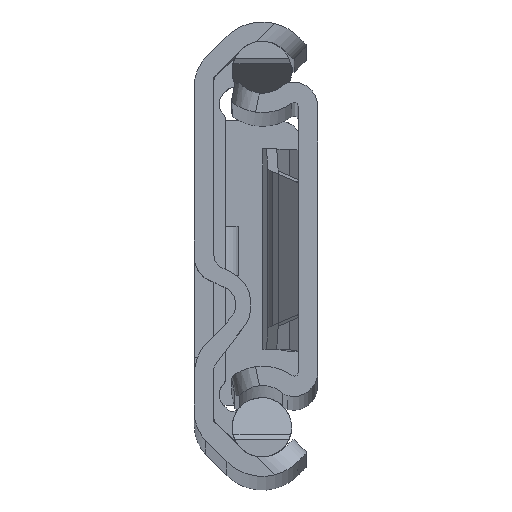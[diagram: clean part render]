
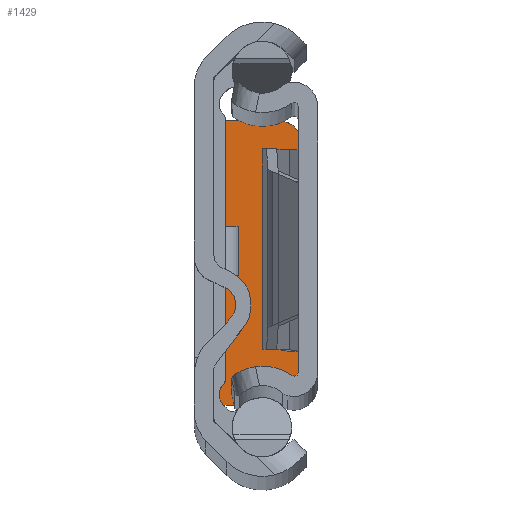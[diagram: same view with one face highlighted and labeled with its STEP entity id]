
A CAD part, top view. The second image highlights one B-rep face of the part: STEP entity #1429.
In plain terms, the highlighted planar face has unit normal (0, 0, 1).
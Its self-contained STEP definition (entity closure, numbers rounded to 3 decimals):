
#24 = DIRECTION ( 'NONE',  ( -1., 0., 0. ) ) ;
#172 = CARTESIAN_POINT ( 'NONE',  ( 0., -11., -608.1 ) ) ;
#358 = VERTEX_POINT ( 'NONE', #11232 ) ;
#419 = CARTESIAN_POINT ( 'NONE',  ( 4.9, -9., -608.1 ) ) ;
#1182 = LINE ( 'NONE', #5347, #4344 ) ;
#1321 = CARTESIAN_POINT ( 'NONE',  ( 6.9, -9., -608.1 ) ) ;
#1363 = EDGE_CURVE ( 'NONE', #3255, #10428, #2230, .T. ) ;
#1429 = ADVANCED_FACE ( 'NONE', ( #4481 ), #5574, .F. ) ;
#2230 = LINE ( 'NONE', #172, #6051 ) ;
#2448 = LINE ( 'NONE', #12776, #5662 ) ;
#2482 = CARTESIAN_POINT ( 'NONE',  ( 4.9, 11., -608.1 ) ) ;
#3255 = VERTEX_POINT ( 'NONE', #9656 ) ;
#3697 = CIRCLE ( 'NONE', #6097, 2. ) ;
#3865 = AXIS2_PLACEMENT_3D ( 'NONE', #11052, #7840, #6879 ) ;
#4127 = AXIS2_PLACEMENT_3D ( 'NONE', #419, #9856, #8625 ) ;
#4261 = DIRECTION ( 'NONE',  ( -1., 0., 0. ) ) ;
#4344 = VECTOR ( 'NONE', #24, 1000. ) ;
#4449 = ORIENTED_EDGE ( 'NONE', *, *, #11383, .F. ) ;
#4467 = VERTEX_POINT ( 'NONE', #1321 ) ;
#4481 = FACE_OUTER_BOUND ( 'NONE', #8841, .T. ) ;
#4495 = DIRECTION ( 'NONE',  ( 0., -1., 0. ) ) ;
#4672 = CARTESIAN_POINT ( 'NONE',  ( 4.9, -11., -608.1 ) ) ;
#5234 = CARTESIAN_POINT ( 'NONE',  ( 0., -11., -608.1 ) ) ;
#5347 = CARTESIAN_POINT ( 'NONE',  ( 6.9, -11., -608.1 ) ) ;
#5574 = PLANE ( 'NONE',  #3865 ) ;
#5662 = VECTOR ( 'NONE', #4495, 1000. ) ;
#5824 = ORIENTED_EDGE ( 'NONE', *, *, #1363, .T. ) ;
#6051 = VECTOR ( 'NONE', #8664, 1000. ) ;
#6097 = AXIS2_PLACEMENT_3D ( 'NONE', #9329, #12746, #4261 ) ;
#6314 = ORIENTED_EDGE ( 'NONE', *, *, #10029, .F. ) ;
#6478 = DIRECTION ( 'NONE',  ( -1., 0., 0. ) ) ;
#6879 = DIRECTION ( 'NONE',  ( -1., 0., 0. ) ) ;
#7498 = LINE ( 'NONE', #12848, #9352 ) ;
#7840 = DIRECTION ( 'NONE',  ( 0., 0., -1. ) ) ;
#8625 = DIRECTION ( 'NONE',  ( -1., 0., 0. ) ) ;
#8664 = DIRECTION ( 'NONE',  ( 0., -1., 0. ) ) ;
#8841 = EDGE_LOOP ( 'NONE', ( #4449, #11826, #6314, #11051, #12090, #5824 ) ) ;
#8842 = EDGE_CURVE ( 'NONE', #9255, #3255, #7498, .T. ) ;
#9255 = VERTEX_POINT ( 'NONE', #2482 ) ;
#9329 = CARTESIAN_POINT ( 'NONE',  ( 4.9, 9., -608.1 ) ) ;
#9352 = VECTOR ( 'NONE', #6478, 1000. ) ;
#9656 = CARTESIAN_POINT ( 'NONE',  ( 0., 11., -608.1 ) ) ;
#9792 = CIRCLE ( 'NONE', #4127, 2. ) ;
#9856 = DIRECTION ( 'NONE',  ( 0., 0., 1. ) ) ;
#10029 = EDGE_CURVE ( 'NONE', #358, #4467, #2448, .T. ) ;
#10428 = VERTEX_POINT ( 'NONE', #5234 ) ;
#10956 = EDGE_CURVE ( 'NONE', #11528, #4467, #9792, .T. ) ;
#11051 = ORIENTED_EDGE ( 'NONE', *, *, #11358, .T. ) ;
#11052 = CARTESIAN_POINT ( 'NONE',  ( 6.9, -11., -608.1 ) ) ;
#11232 = CARTESIAN_POINT ( 'NONE',  ( 6.9, 9., -608.1 ) ) ;
#11358 = EDGE_CURVE ( 'NONE', #358, #9255, #3697, .T. ) ;
#11383 = EDGE_CURVE ( 'NONE', #11528, #10428, #1182, .T. ) ;
#11528 = VERTEX_POINT ( 'NONE', #4672 ) ;
#11826 = ORIENTED_EDGE ( 'NONE', *, *, #10956, .T. ) ;
#12090 = ORIENTED_EDGE ( 'NONE', *, *, #8842, .T. ) ;
#12746 = DIRECTION ( 'NONE',  ( 0., 0., 1. ) ) ;
#12776 = CARTESIAN_POINT ( 'NONE',  ( 6.9, -11., -608.1 ) ) ;
#12848 = CARTESIAN_POINT ( 'NONE',  ( 6.9, 11., -608.1 ) ) ;
